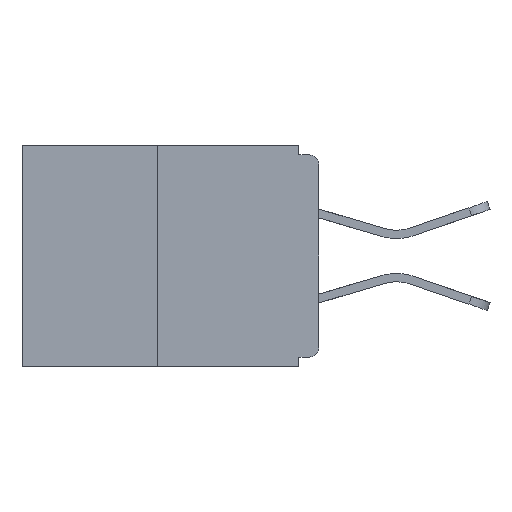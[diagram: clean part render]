
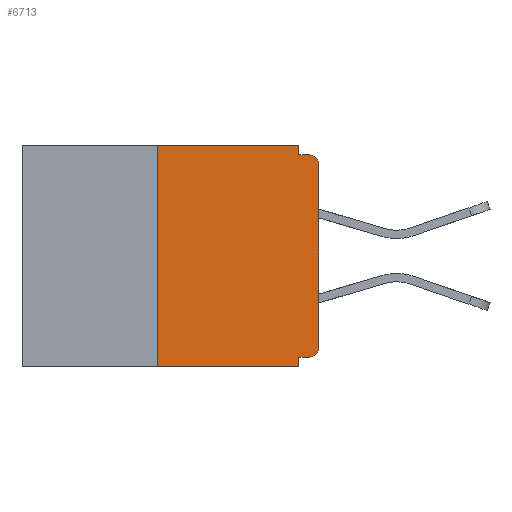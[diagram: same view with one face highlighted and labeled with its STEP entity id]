
A CAD part, left-side view. The second image highlights one B-rep face of the part: STEP entity #6713.
In plain terms, the highlighted planar face has unit normal (-1, 0, 0).
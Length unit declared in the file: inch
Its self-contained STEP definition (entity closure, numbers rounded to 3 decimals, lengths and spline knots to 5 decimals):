
#489 = AXIS2_PLACEMENT_3D ( 'NONE', #13431, #5836, #11834 ) ;
#709 = CARTESIAN_POINT ( 'NONE',  ( 0., 0.015, -0.03 ) ) ;
#972 = EDGE_CURVE ( 'NONE', #8619, #9997, #6988, .T. ) ;
#1096 = ORIENTED_EDGE ( 'NONE', *, *, #13483, .T. ) ;
#1112 = VECTOR ( 'NONE', #14761, 39.37008 ) ;
#1304 = EDGE_LOOP ( 'NONE', ( #2544, #8890, #18160, #3976, #2763, #6612, #1096, #11234, #11295, #19376 ) ) ;
#1959 = LINE ( 'NONE', #17323, #17961 ) ;
#2388 = EDGE_CURVE ( 'NONE', #4694, #13202, #6057, .T. ) ;
#2489 = CARTESIAN_POINT ( 'NONE',  ( 0., 0., 0. ) ) ;
#2512 = EDGE_CURVE ( 'NONE', #13202, #15464, #8285, .T. ) ;
#2544 = ORIENTED_EDGE ( 'NONE', *, *, #9502, .F. ) ;
#2607 = VERTEX_POINT ( 'NONE', #8366 ) ;
#2665 = PLANE ( 'NONE',  #489 ) ;
#2763 = ORIENTED_EDGE ( 'NONE', *, *, #7238, .F. ) ;
#2764 = CIRCLE ( 'NONE', #12214, 0.015 ) ;
#2938 = AXIS2_PLACEMENT_3D ( 'NONE', #15074, #8804, #11967 ) ;
#3665 = CARTESIAN_POINT ( 'NONE',  ( 0., 0.031, 0. ) ) ;
#3765 = DIRECTION ( 'NONE',  ( 0., 0., -1. ) ) ;
#3976 = ORIENTED_EDGE ( 'NONE', *, *, #15664, .F. ) ;
#4014 = EDGE_CURVE ( 'NONE', #18829, #15464, #2764, .T. ) ;
#4143 = LINE ( 'NONE', #5230, #20356 ) ;
#4272 = CARTESIAN_POINT ( 'NONE',  ( 0., 0.25, 0. ) ) ;
#4581 = VECTOR ( 'NONE', #4920, 39.37008 ) ;
#4694 = VERTEX_POINT ( 'NONE', #11044 ) ;
#4920 = DIRECTION ( 'NONE',  ( 0., -1., 0. ) ) ;
#4987 = CARTESIAN_POINT ( 'NONE',  ( 0., 0., -0.015 ) ) ;
#5010 = CARTESIAN_POINT ( 'NONE',  ( 0., 0.031, -0.343 ) ) ;
#5230 = CARTESIAN_POINT ( 'NONE',  ( 0., 0., -0.328 ) ) ;
#5412 = LINE ( 'NONE', #11877, #19920 ) ;
#5802 = DIRECTION ( 'NONE',  ( 0., -1., 0. ) ) ;
#5836 = DIRECTION ( 'NONE',  ( 1., 0., 0. ) ) ;
#6051 = CARTESIAN_POINT ( 'NONE',  ( 0., 0., -0.313 ) ) ;
#6057 = LINE ( 'NONE', #3665, #1112 ) ;
#6612 = ORIENTED_EDGE ( 'NONE', *, *, #972, .T. ) ;
#6699 = EDGE_CURVE ( 'NONE', #2607, #8703, #16479, .T. ) ;
#6713 = ADVANCED_FACE ( 'NONE', ( #13031 ), #2665, .F. ) ;
#6772 = DIRECTION ( 'NONE',  ( 0., 1., 0. ) ) ;
#6988 = CIRCLE ( 'NONE', #2938, 0.015 ) ;
#7070 = VERTEX_POINT ( 'NONE', #19493 ) ;
#7238 = EDGE_CURVE ( 'NONE', #8619, #7070, #4143, .T. ) ;
#7355 = CARTESIAN_POINT ( 'NONE',  ( 0., 0.46, 0. ) ) ;
#7495 = DIRECTION ( 'NONE',  ( 0., -1., 0. ) ) ;
#7725 = CARTESIAN_POINT ( 'NONE',  ( 0., 0., -0.03 ) ) ;
#8140 = LINE ( 'NONE', #7355, #15030 ) ;
#8285 = LINE ( 'NONE', #4987, #4581 ) ;
#8366 = CARTESIAN_POINT ( 'NONE',  ( 0., 0.25, -0.343 ) ) ;
#8619 = VERTEX_POINT ( 'NONE', #19518 ) ;
#8703 = VERTEX_POINT ( 'NONE', #9200 ) ;
#8804 = DIRECTION ( 'NONE',  ( -1., 0., 0. ) ) ;
#8890 = ORIENTED_EDGE ( 'NONE', *, *, #6699, .F. ) ;
#8891 = EDGE_CURVE ( 'NONE', #2607, #11920, #5412, .T. ) ;
#9200 = CARTESIAN_POINT ( 'NONE',  ( 0., 0.25, 0. ) ) ;
#9502 = EDGE_CURVE ( 'NONE', #8703, #4694, #8140, .T. ) ;
#9997 = VERTEX_POINT ( 'NONE', #6051 ) ;
#10136 = DIRECTION ( 'NONE',  ( 0., 0., 1. ) ) ;
#11044 = CARTESIAN_POINT ( 'NONE',  ( 0., 0.031, 0. ) ) ;
#11234 = ORIENTED_EDGE ( 'NONE', *, *, #4014, .T. ) ;
#11295 = ORIENTED_EDGE ( 'NONE', *, *, #2512, .F. ) ;
#11834 = DIRECTION ( 'NONE',  ( 0., 0., -1. ) ) ;
#11877 = CARTESIAN_POINT ( 'NONE',  ( 0., 0.46, -0.343 ) ) ;
#11920 = VERTEX_POINT ( 'NONE', #5010 ) ;
#11967 = DIRECTION ( 'NONE',  ( 0., 0., -1. ) ) ;
#12025 = VECTOR ( 'NONE', #12040, 39.37008 ) ;
#12040 = DIRECTION ( 'NONE',  ( 0., 0., 1. ) ) ;
#12214 = AXIS2_PLACEMENT_3D ( 'NONE', #709, #13264, #3765 ) ;
#12653 = DIRECTION ( 'NONE',  ( 0., 0., -1. ) ) ;
#13031 = FACE_OUTER_BOUND ( 'NONE', #1304, .T. ) ;
#13202 = VERTEX_POINT ( 'NONE', #14388 ) ;
#13264 = DIRECTION ( 'NONE',  ( -1., 0., 0. ) ) ;
#13431 = CARTESIAN_POINT ( 'NONE',  ( 0., 0.46, 0. ) ) ;
#13483 = EDGE_CURVE ( 'NONE', #9997, #18829, #16579, .T. ) ;
#14388 = CARTESIAN_POINT ( 'NONE',  ( 0., 0.031, -0.015 ) ) ;
#14761 = DIRECTION ( 'NONE',  ( 0., 0., -1. ) ) ;
#15030 = VECTOR ( 'NONE', #7495, 39.37008 ) ;
#15074 = CARTESIAN_POINT ( 'NONE',  ( 0., 0.015, -0.313 ) ) ;
#15464 = VERTEX_POINT ( 'NONE', #17628 ) ;
#15664 = EDGE_CURVE ( 'NONE', #7070, #11920, #1959, .T. ) ;
#15866 = VECTOR ( 'NONE', #10136, 39.37008 ) ;
#16479 = LINE ( 'NONE', #4272, #12025 ) ;
#16579 = LINE ( 'NONE', #2489, #15866 ) ;
#17323 = CARTESIAN_POINT ( 'NONE',  ( 0., 0.031, -0.343 ) ) ;
#17628 = CARTESIAN_POINT ( 'NONE',  ( 0., 0.015, -0.015 ) ) ;
#17961 = VECTOR ( 'NONE', #12653, 39.37008 ) ;
#18160 = ORIENTED_EDGE ( 'NONE', *, *, #8891, .T. ) ;
#18829 = VERTEX_POINT ( 'NONE', #7725 ) ;
#19376 = ORIENTED_EDGE ( 'NONE', *, *, #2388, .F. ) ;
#19493 = CARTESIAN_POINT ( 'NONE',  ( 0., 0.031, -0.328 ) ) ;
#19518 = CARTESIAN_POINT ( 'NONE',  ( 0., 0.015, -0.328 ) ) ;
#19920 = VECTOR ( 'NONE', #5802, 39.37008 ) ;
#20356 = VECTOR ( 'NONE', #6772, 39.37008 ) ;
